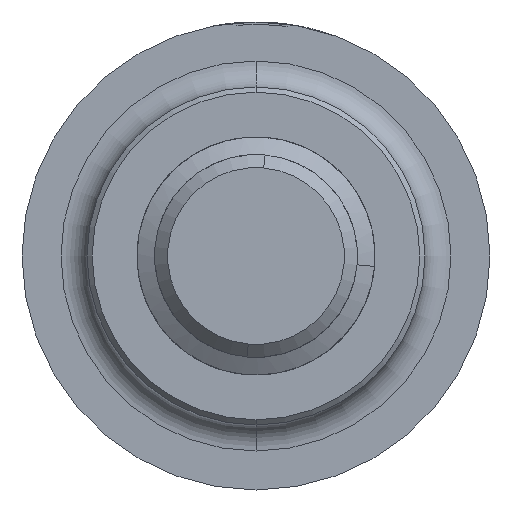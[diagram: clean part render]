
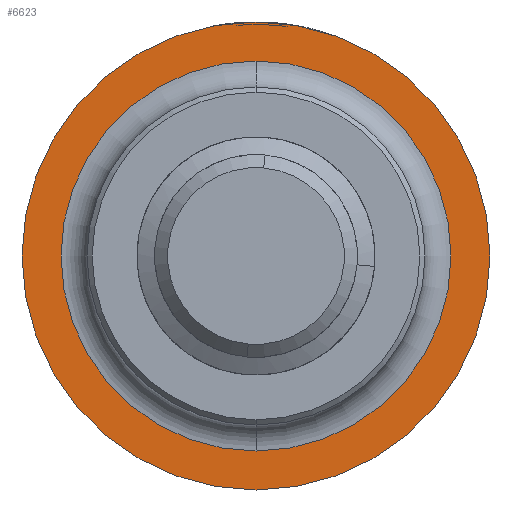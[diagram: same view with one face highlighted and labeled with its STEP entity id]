
A CAD part, front view. The second image highlights one B-rep face of the part: STEP entity #6623.
In plain terms, the highlighted planar face has unit normal (0, -1, 0).
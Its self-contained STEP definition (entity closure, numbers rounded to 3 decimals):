
#3 = DIRECTION ( 'NONE',  ( 0., 0., -1. ) ) ;
#190 = EDGE_CURVE ( 'NONE', #4223, #1440, #1484, .T. ) ;
#238 = DIRECTION ( 'NONE',  ( 0., -1., 0. ) ) ;
#268 = DIRECTION ( 'NONE',  ( 0., 0., -1. ) ) ;
#789 = DIRECTION ( 'NONE',  ( 0., 0., -1. ) ) ;
#1042 = CARTESIAN_POINT ( 'NONE',  ( 0., 12.42, 0. ) ) ;
#1301 = DIRECTION ( 'NONE',  ( 0., -1., 0. ) ) ;
#1421 = EDGE_LOOP ( 'NONE', ( #2843, #2729 ) ) ;
#1440 = VERTEX_POINT ( 'NONE', #4097 ) ;
#1484 = CIRCLE ( 'NONE', #6704, 9. ) ;
#1660 = EDGE_CURVE ( 'NONE', #1440, #4223, #4158, .T. ) ;
#1698 = AXIS2_PLACEMENT_3D ( 'NONE', #1042, #2134, #3 ) ;
#2034 = CARTESIAN_POINT ( 'NONE',  ( 0., 12.42, 0. ) ) ;
#2134 = DIRECTION ( 'NONE',  ( 0., -1., 0. ) ) ;
#2155 = VERTEX_POINT ( 'NONE', #3520 ) ;
#2263 = AXIS2_PLACEMENT_3D ( 'NONE', #2350, #238, #6583 ) ;
#2350 = CARTESIAN_POINT ( 'NONE',  ( 0., 12.42, 0. ) ) ;
#2729 = ORIENTED_EDGE ( 'NONE', *, *, #6761, .F. ) ;
#2756 = CIRCLE ( 'NONE', #2263, 7.5 ) ;
#2843 = ORIENTED_EDGE ( 'NONE', *, *, #3338, .F. ) ;
#3338 = EDGE_CURVE ( 'NONE', #2155, #4916, #2756, .T. ) ;
#3452 = DIRECTION ( 'NONE',  ( 0., -1., 0. ) ) ;
#3520 = CARTESIAN_POINT ( 'NONE',  ( 0., 12.42, -7.5 ) ) ;
#3795 = ORIENTED_EDGE ( 'NONE', *, *, #190, .T. ) ;
#4011 = CARTESIAN_POINT ( 'NONE',  ( 0., 12.42, 9. ) ) ;
#4097 = CARTESIAN_POINT ( 'NONE',  ( 0., 12.42, -9. ) ) ;
#4158 = CIRCLE ( 'NONE', #1698, 9. ) ;
#4223 = VERTEX_POINT ( 'NONE', #4011 ) ;
#4408 = AXIS2_PLACEMENT_3D ( 'NONE', #2034, #5176, #4630 ) ;
#4630 = DIRECTION ( 'NONE',  ( 0., 0., -1. ) ) ;
#4689 = EDGE_LOOP ( 'NONE', ( #5822, #3795 ) ) ;
#4725 = FACE_OUTER_BOUND ( 'NONE', #4689, .T. ) ;
#4916 = VERTEX_POINT ( 'NONE', #5049 ) ;
#5029 = CARTESIAN_POINT ( 'NONE',  ( 0., 12.42, 0. ) ) ;
#5049 = CARTESIAN_POINT ( 'NONE',  ( 0., 12.42, 7.5 ) ) ;
#5077 = PLANE ( 'NONE',  #6816 ) ;
#5176 = DIRECTION ( 'NONE',  ( 0., -1., 0. ) ) ;
#5392 = CIRCLE ( 'NONE', #4408, 7.5 ) ;
#5483 = FACE_BOUND ( 'NONE', #1421, .T. ) ;
#5822 = ORIENTED_EDGE ( 'NONE', *, *, #1660, .T. ) ;
#6223 = CARTESIAN_POINT ( 'NONE',  ( 7.5, 12.42, 0. ) ) ;
#6583 = DIRECTION ( 'NONE',  ( 0., 0., -1. ) ) ;
#6623 = ADVANCED_FACE ( 'NONE', ( #4725, #5483 ), #5077, .T. ) ;
#6704 = AXIS2_PLACEMENT_3D ( 'NONE', #5029, #1301, #789 ) ;
#6761 = EDGE_CURVE ( 'NONE', #4916, #2155, #5392, .T. ) ;
#6816 = AXIS2_PLACEMENT_3D ( 'NONE', #6223, #3452, #268 ) ;
